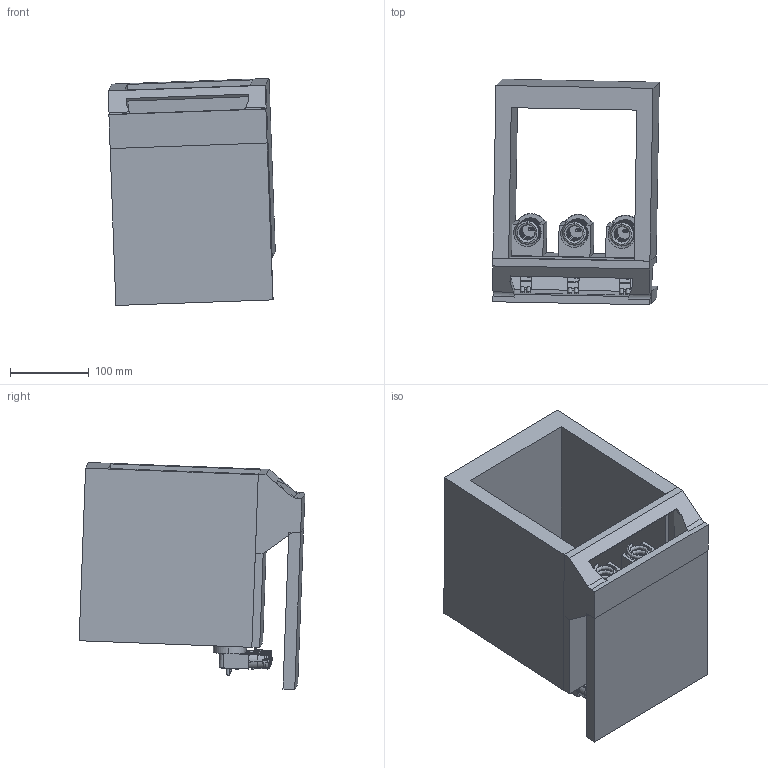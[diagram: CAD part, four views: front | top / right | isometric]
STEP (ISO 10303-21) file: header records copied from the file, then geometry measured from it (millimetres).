
FILE_DESCRIPTION (( 'STEP AP214' ), '1' );
FILE_NAME ('MEDIbot.STEP', '2024-03-17T13:04:32', ( '' ), ( '' ), 'SwSTEP 2.0', 'SolidWorks 2023', '' );
FILE_SCHEMA (( 'AUTOMOTIVE_DESIGN' ));
Length unit declared in the file: millimetre
Products named in the file (16): Spring; springwithconnector; platform; HOLDER; slope; springmotor; MEDIbot; Infrared Obstacle Detecting Module v4.step; Axe_1.STEP; Mini Gear DC Motor 6 V Yellow_1.STEP; TOP; Nody_1.STEP; Belt_1.STEP; Komponente1.step; springconnector; dc motor.stp_1.STEP
Assembly tree (20 placements, depth 4):
  MEDIbot
    platform
    slope
    Infrared Obstacle Detecting Module v4.step  x3
      Komponente1.step
    TOP
    HOLDER
    springmotor  x4
      springwithconnector
        springconnector
        Spring
      Mini Gear DC Motor 6 V Yellow_1.STEP
        dc motor.stp_1.STEP
        Nody_1.STEP
        Axe_1.STEP
        Belt_1.STEP
Bounding box: 211.96 x 287.36 x 288.91 mm (x, y, z)
Volume: 4564008.1 mm3; surface area: 719200.7 mm2
Topology: 79 solids, 79 shells, 2734 faces, 7033 edges, 4534 vertices
Faces by surface type: plane 1403, cylinder 987, torus 156, bspline 136, cone 40, sphere 12
Entity records: 32807 total; most frequent: CARTESIAN_POINT 13719, ORIENTED_EDGE 3902, DIRECTION 3768, EDGE_CURVE 1951, AXIS2_PLACEMENT_3D 1299, VERTEX_POINT 1264, VECTOR 1170, LINE 1170
